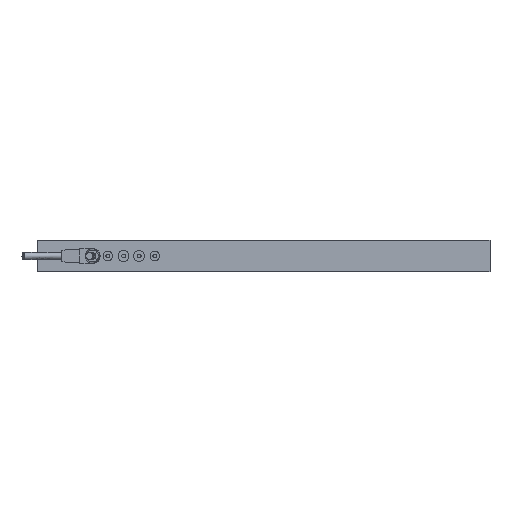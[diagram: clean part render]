
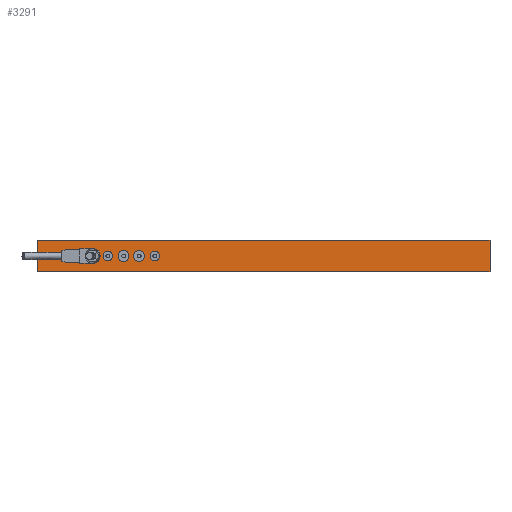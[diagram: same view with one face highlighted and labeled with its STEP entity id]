
A CAD part, left-side view. The second image highlights one B-rep face of the part: STEP entity #3291.
In plain terms, the highlighted planar face has unit normal (-1, 0, 0).
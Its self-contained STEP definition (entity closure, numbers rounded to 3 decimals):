
#174=CARTESIAN_POINT('',(-18.011,19.563,9.0));
#175=VERTEX_POINT('',#174);
#191=CARTESIAN_POINT('',(-18.011,19.563,11.0));
#192=VERTEX_POINT('',#191);
#199=CARTESIAN_POINT('',(-18.011,19.563,10.0));
#200=DIRECTION('',(1.0,0.0,0.0));
#201=DIRECTION('',(0.0,0.0,-1.0));
#202=AXIS2_PLACEMENT_3D('',#199,#200,#201);
#203=CIRCLE('',#202,1.0);
#204=EDGE_CURVE('',#175,#192,#203,.T.);
#216=CARTESIAN_POINT('',(-18.011,-20.437,7.0));
#217=VERTEX_POINT('',#216);
#233=CARTESIAN_POINT('',(-18.011,-20.437,13.0));
#234=VERTEX_POINT('',#233);
#241=CARTESIAN_POINT('',(-18.011,-20.437,10.0));
#242=DIRECTION('',(1.0,0.0,0.0));
#243=DIRECTION('',(0.0,0.0,-1.0));
#244=AXIS2_PLACEMENT_3D('',#241,#242,#243);
#245=CIRCLE('',#244,3.);
#246=EDGE_CURVE('',#217,#234,#245,.T.);
#300=CARTESIAN_POINT('',(-18.011,9.563,7.0));
#301=VERTEX_POINT('',#300);
#317=CARTESIAN_POINT('',(-18.011,9.563,13.0));
#318=VERTEX_POINT('',#317);
#325=CARTESIAN_POINT('',(-18.011,9.563,10.0));
#326=DIRECTION('',(1.0,0.0,0.0));
#327=DIRECTION('',(0.0,0.0,-1.0));
#328=AXIS2_PLACEMENT_3D('',#325,#326,#327);
#329=CIRCLE('',#328,3.);
#330=EDGE_CURVE('',#301,#318,#329,.T.);
#384=CARTESIAN_POINT('',(-18.011,-0.437,6.5));
#385=VERTEX_POINT('',#384);
#401=CARTESIAN_POINT('',(-18.011,-0.437,13.5));
#402=VERTEX_POINT('',#401);
#409=CARTESIAN_POINT('',(-18.011,-0.437,10.0));
#410=DIRECTION('',(1.0,0.0,0.0));
#411=DIRECTION('',(0.0,0.0,-1.0));
#412=AXIS2_PLACEMENT_3D('',#409,#410,#411);
#413=CIRCLE('',#412,3.5);
#414=EDGE_CURVE('',#385,#402,#413,.T.);
#468=CARTESIAN_POINT('',(-18.011,-10.437,6.5));
#469=VERTEX_POINT('',#468);
#485=CARTESIAN_POINT('',(-18.011,-10.437,13.5));
#486=VERTEX_POINT('',#485);
#493=CARTESIAN_POINT('',(-18.011,-10.437,10.0));
#494=DIRECTION('',(1.0,0.0,0.0));
#495=DIRECTION('',(0.0,0.0,-1.0));
#496=AXIS2_PLACEMENT_3D('',#493,#494,#495);
#497=CIRCLE('',#496,3.5);
#498=EDGE_CURVE('',#469,#486,#497,.T.);
#2982=CARTESIAN_POINT('',(-18.011,-10.437,10.0));
#2983=DIRECTION('',(1.0,0.0,0.0));
#2984=DIRECTION('',(0.0,0.0,-1.0));
#2985=AXIS2_PLACEMENT_3D('',#2982,#2983,#2984);
#2986=CIRCLE('',#2985,3.5);
#2987=EDGE_CURVE('',#486,#469,#2986,.T.);
#3070=CARTESIAN_POINT('',(-18.011,-0.437,10.0));
#3071=DIRECTION('',(1.0,0.0,0.0));
#3072=DIRECTION('',(0.0,0.0,-1.0));
#3073=AXIS2_PLACEMENT_3D('',#3070,#3071,#3072);
#3074=CIRCLE('',#3073,3.5);
#3075=EDGE_CURVE('',#402,#385,#3074,.T.);
#3132=CARTESIAN_POINT('',(-18.011,9.563,10.0));
#3133=DIRECTION('',(1.0,0.0,0.0));
#3134=DIRECTION('',(0.0,0.0,-1.0));
#3135=AXIS2_PLACEMENT_3D('',#3132,#3133,#3134);
#3136=CIRCLE('',#3135,3.);
#3137=EDGE_CURVE('',#318,#301,#3136,.T.);
#3194=CARTESIAN_POINT('',(-18.011,-20.437,10.0));
#3195=DIRECTION('',(1.0,0.0,0.0));
#3196=DIRECTION('',(0.0,0.0,-1.0));
#3197=AXIS2_PLACEMENT_3D('',#3194,#3195,#3196);
#3198=CIRCLE('',#3197,3.);
#3199=EDGE_CURVE('',#234,#217,#3198,.T.);
#3226=CARTESIAN_POINT('',(-18.011,-235.437,0.0));
#3227=DIRECTION('',(-1.0,0.0,0.0));
#3228=DIRECTION('',(0.0,0.0,1.0));
#3229=AXIS2_PLACEMENT_3D('',#3226,#3227,#3228);
#3230=PLANE('',#3229);
#3231=CARTESIAN_POINT('',(-18.011,-235.437,20.0));
#3232=VERTEX_POINT('',#3231);
#3233=CARTESIAN_POINT('',(-18.011,54.563,20.0));
#3234=VERTEX_POINT('',#3233);
#3235=CARTESIAN_POINT('',(-18.011,-235.437,20.0));
#3236=DIRECTION('',(0.0,1.0,0.0));
#3237=VECTOR('',#3236,290.0);
#3238=LINE('',#3235,#3237);
#3239=EDGE_CURVE('',#3232,#3234,#3238,.T.);
#3240=ORIENTED_EDGE('',*,*,#3239,.T.);
#3241=CARTESIAN_POINT('',(-18.011,54.563,0.0));
#3242=VERTEX_POINT('',#3241);
#3243=CARTESIAN_POINT('',(-18.011,54.563,0.0));
#3244=DIRECTION('',(0.0,0.0,1.0));
#3245=VECTOR('',#3244,20.0);
#3246=LINE('',#3243,#3245);
#3247=EDGE_CURVE('',#3242,#3234,#3246,.T.);
#3248=ORIENTED_EDGE('',*,*,#3247,.F.);
#3249=CARTESIAN_POINT('',(-18.011,-235.437,0.0));
#3250=VERTEX_POINT('',#3249);
#3251=CARTESIAN_POINT('',(-18.011,-235.437,0.0));
#3252=DIRECTION('',(0.0,1.0,0.0));
#3253=VECTOR('',#3252,290.0);
#3254=LINE('',#3251,#3253);
#3255=EDGE_CURVE('',#3250,#3242,#3254,.T.);
#3256=ORIENTED_EDGE('',*,*,#3255,.F.);
#3257=CARTESIAN_POINT('',(-18.011,-235.437,0.0));
#3258=DIRECTION('',(0.0,0.0,1.0));
#3259=VECTOR('',#3258,20.0);
#3260=LINE('',#3257,#3259);
#3261=EDGE_CURVE('',#3250,#3232,#3260,.T.);
#3262=ORIENTED_EDGE('',*,*,#3261,.T.);
#3263=EDGE_LOOP('',(#3240,#3248,#3256,#3262));
#3264=FACE_OUTER_BOUND('',#3263,.T.);
#3265=ORIENTED_EDGE('',*,*,#2987,.T.);
#3266=ORIENTED_EDGE('',*,*,#498,.T.);
#3267=EDGE_LOOP('',(#3265,#3266));
#3268=FACE_BOUND('',#3267,.T.);
#3269=ORIENTED_EDGE('',*,*,#3075,.T.);
#3270=ORIENTED_EDGE('',*,*,#414,.T.);
#3271=EDGE_LOOP('',(#3269,#3270));
#3272=FACE_BOUND('',#3271,.T.);
#3273=ORIENTED_EDGE('',*,*,#3137,.T.);
#3274=ORIENTED_EDGE('',*,*,#330,.T.);
#3275=EDGE_LOOP('',(#3273,#3274));
#3276=FACE_BOUND('',#3275,.T.);
#3277=ORIENTED_EDGE('',*,*,#3199,.T.);
#3278=ORIENTED_EDGE('',*,*,#246,.T.);
#3279=EDGE_LOOP('',(#3277,#3278));
#3280=FACE_BOUND('',#3279,.T.);
#3281=CARTESIAN_POINT('',(-18.011,19.563,10.0));
#3282=DIRECTION('',(1.0,0.0,0.0));
#3283=DIRECTION('',(0.0,0.0,-1.0));
#3284=AXIS2_PLACEMENT_3D('',#3281,#3282,#3283);
#3285=CIRCLE('',#3284,1.0);
#3286=EDGE_CURVE('',#192,#175,#3285,.T.);
#3287=ORIENTED_EDGE('',*,*,#3286,.T.);
#3288=ORIENTED_EDGE('',*,*,#204,.T.);
#3289=EDGE_LOOP('',(#3287,#3288));
#3290=FACE_BOUND('',#3289,.T.);
#3291=ADVANCED_FACE('',(#3264,#3268,#3272,#3276,#3280,#3290),#3230,.T.);
